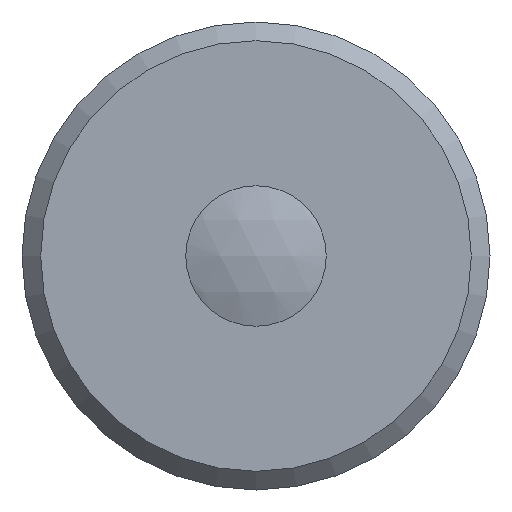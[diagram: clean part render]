
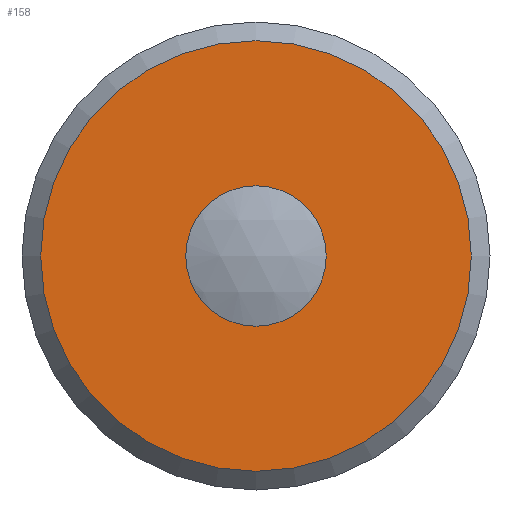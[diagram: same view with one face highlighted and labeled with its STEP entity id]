
A CAD part, left-side view. The second image highlights one B-rep face of the part: STEP entity #158.
In plain terms, the highlighted planar face has unit normal (-1, 0, 0).
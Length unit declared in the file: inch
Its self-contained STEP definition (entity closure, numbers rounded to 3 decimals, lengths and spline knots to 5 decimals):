
#14 = EDGE_LOOP ( 'NONE', ( #208 ) ) ;
#17 = VERTEX_POINT ( 'NONE', #228 ) ;
#21 = ORIENTED_EDGE ( 'NONE', *, *, #183, .T. ) ;
#26 = DIRECTION ( 'NONE',  ( -1., 0., 0. ) ) ;
#27 = VERTEX_POINT ( 'NONE', #231 ) ;
#50 = CARTESIAN_POINT ( 'NONE',  ( 0.05906, 0., 0. ) ) ;
#56 = EDGE_CURVE ( 'NONE', #17, #17, #229, .T. ) ;
#72 = DIRECTION ( 'NONE',  ( 0., 1., 0. ) ) ;
#90 = CARTESIAN_POINT ( 'NONE',  ( 0.05906, 0., 0. ) ) ;
#96 = AXIS2_PLACEMENT_3D ( 'NONE', #90, #156, #196 ) ;
#103 = AXIS2_PLACEMENT_3D ( 'NONE', #50, #173, #106 ) ;
#106 = DIRECTION ( 'NONE',  ( 0., 1., 0. ) ) ;
#123 = AXIS2_PLACEMENT_3D ( 'NONE', #263, #26, #72 ) ;
#126 = CIRCLE ( 'NONE', #123, 0.09055 ) ;
#155 = EDGE_LOOP ( 'NONE', ( #21 ) ) ;
#156 = DIRECTION ( 'NONE',  ( -1., 0., 0. ) ) ;
#157 = PLANE ( 'NONE',  #103 ) ;
#158 = ADVANCED_FACE ( 'NONE', ( #218, #202 ), #157, .F. ) ;
#173 = DIRECTION ( 'NONE',  ( 1., 0., 0. ) ) ;
#183 = EDGE_CURVE ( 'NONE', #27, #27, #126, .T. ) ;
#196 = DIRECTION ( 'NONE',  ( 0., -1., 0. ) ) ;
#202 = FACE_BOUND ( 'NONE', #14, .T. ) ;
#208 = ORIENTED_EDGE ( 'NONE', *, *, #56, .F. ) ;
#218 = FACE_OUTER_BOUND ( 'NONE', #155, .T. ) ;
#228 = CARTESIAN_POINT ( 'NONE',  ( 0.05906, -0.02953, 0. ) ) ;
#229 = CIRCLE ( 'NONE', #96, 0.02953 ) ;
#231 = CARTESIAN_POINT ( 'NONE',  ( 0.05906, 0.09055, 0. ) ) ;
#263 = CARTESIAN_POINT ( 'NONE',  ( 0.05906, 0., 0. ) ) ;
